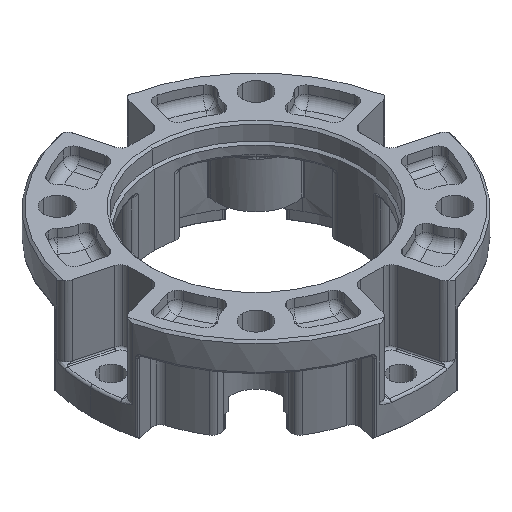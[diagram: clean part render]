
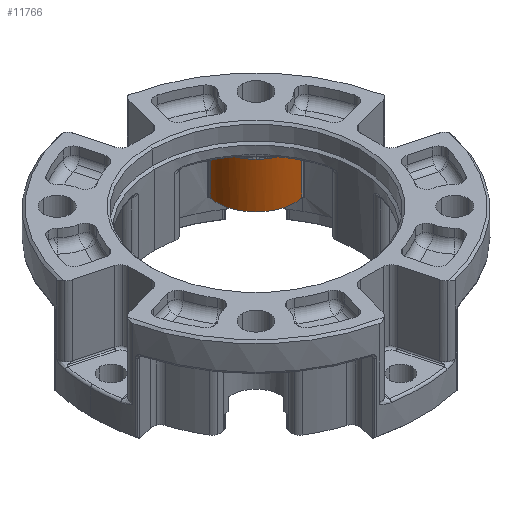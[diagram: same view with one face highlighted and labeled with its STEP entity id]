
A CAD part, isometric view. The second image highlights one B-rep face of the part: STEP entity #11766.
In plain terms, the highlighted cylindrical face has radius 9.5 mm (diameter 19 mm), a partial arc.
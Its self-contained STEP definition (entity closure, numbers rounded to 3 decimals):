
#360=(
BOUNDED_CURVE()
B_SPLINE_CURVE(3,(#19738,#19739,#19740,#19741,#19742,#19743),
 .UNSPECIFIED.,.F.,.U.)
B_SPLINE_CURVE_WITH_KNOTS((4,1,1,4),(0.,0.167,0.333,0.5),
 .UNSPECIFIED.)
CURVE()
GEOMETRIC_REPRESENTATION_ITEM()
RATIONAL_B_SPLINE_CURVE((1.,0.998,0.995,0.992,
0.991,0.991))
REPRESENTATION_ITEM('')
);
#361=(
BOUNDED_CURVE()
B_SPLINE_CURVE(3,(#19745,#19746,#19747,#19748,#19749,#19750),
 .UNSPECIFIED.,.F.,.U.)
B_SPLINE_CURVE_WITH_KNOTS((4,1,1,4),(0.5,0.667,0.833,1.),
 .UNSPECIFIED.)
CURVE()
GEOMETRIC_REPRESENTATION_ITEM()
RATIONAL_B_SPLINE_CURVE((0.991,0.991,0.992,
0.995,0.998,1.))
REPRESENTATION_ITEM('')
);
#390=(
BOUNDED_CURVE()
B_SPLINE_CURVE(3,(#20349,#20350,#20351,#20352,#20353,#20354),
 .UNSPECIFIED.,.F.,.U.)
B_SPLINE_CURVE_WITH_KNOTS((4,1,1,4),(0.5,0.667,
0.833,1.),.UNSPECIFIED.)
CURVE()
GEOMETRIC_REPRESENTATION_ITEM()
RATIONAL_B_SPLINE_CURVE((0.991,0.991,0.992,
0.995,0.998,1.))
REPRESENTATION_ITEM('')
);
#391=(
BOUNDED_CURVE()
B_SPLINE_CURVE(3,(#20356,#20357,#20358,#20359,#20360,#20361),
 .UNSPECIFIED.,.F.,.U.)
B_SPLINE_CURVE_WITH_KNOTS((4,1,1,4),(0.,0.167,0.333,0.5),
 .UNSPECIFIED.)
CURVE()
GEOMETRIC_REPRESENTATION_ITEM()
RATIONAL_B_SPLINE_CURVE((1.,0.998,0.995,0.992,
0.991,0.991))
REPRESENTATION_ITEM('')
);
#860=CIRCLE('',#12345,9.5);
#1476=CIRCLE('',#13147,9.5);
#1480=CIRCLE('',#13154,9.5);
#1514=CIRCLE('',#13204,9.5);
#2084=VERTEX_POINT('',#18018);
#2086=VERTEX_POINT('',#18021);
#2093=VERTEX_POINT('',#18056);
#2094=VERTEX_POINT('',#18058);
#2523=VERTEX_POINT('',#19737);
#2524=VERTEX_POINT('',#19744);
#2525=VERTEX_POINT('',#19751);
#2548=VERTEX_POINT('',#20355);
#2834=VERTEX_POINT('',#28366);
#2837=VERTEX_POINT('',#28387);
#3097=VECTOR('',#14365,1.);
#3376=VECTOR('',#16179,1.);
#3637=LINE('',#18057,#3097);
#3916=LINE('',#28386,#3376);
#4429=EDGE_CURVE('',#2084,#2086,#860,.T.);
#4437=EDGE_CURVE('',#2093,#2094,#3637,.T.);
#4923=EDGE_CURVE('',#2523,#2524,#360,.T.);
#4924=EDGE_CURVE('',#2524,#2525,#361,.T.);
#4953=EDGE_CURVE('',#2086,#2548,#390,.F.);
#4954=EDGE_CURVE('',#2548,#2523,#391,.F.);
#5603=EDGE_CURVE('',#2094,#2084,#1476,.T.);
#5607=EDGE_CURVE('',#2525,#2834,#1480,.T.);
#5608=EDGE_CURVE('',#2834,#2837,#3916,.F.);
#5655=EDGE_CURVE('',#2093,#2837,#1514,.T.);
#8708=ORIENTED_EDGE('',*,*,#4437,.F.);
#8709=ORIENTED_EDGE('',*,*,#5655,.T.);
#8710=ORIENTED_EDGE('',*,*,#5608,.F.);
#8711=ORIENTED_EDGE('',*,*,#5607,.F.);
#8712=ORIENTED_EDGE('',*,*,#4924,.F.);
#8713=ORIENTED_EDGE('',*,*,#4923,.F.);
#8714=ORIENTED_EDGE('',*,*,#4954,.F.);
#8715=ORIENTED_EDGE('',*,*,#4953,.F.);
#8716=ORIENTED_EDGE('',*,*,#4429,.F.);
#8717=ORIENTED_EDGE('',*,*,#5603,.F.);
#10298=EDGE_LOOP('',(#8708,#8709,#8710,#8711,#8712,#8713,#8714,#8715,#8716,
#8717));
#11042=FACE_BOUND('',#10298,.T.);
#11766=ADVANCED_FACE('',(#11042),#31027,.T.);
#12345=AXIS2_PLACEMENT_3D('',#18020,#14356,#14357);
#13147=AXIS2_PLACEMENT_3D('',#28378,#16166,#16167);
#13154=AXIS2_PLACEMENT_3D('',#28385,#16177,#16178);
#13204=AXIS2_PLACEMENT_3D('',#29648,#16271,#16272);
#13206=AXIS2_PLACEMENT_3D('',#29650,#16275,#16276);
#14356=DIRECTION('',(0.,0.,1.));
#14357=DIRECTION('',(-2.071,9.272,0.));
#14365=DIRECTION('',(0.,0.,1.));
#16166=DIRECTION('',(0.,0.,1.));
#16167=DIRECTION('',(-2.071,9.272,0.));
#16177=DIRECTION('',(0.,0.,1.));
#16178=DIRECTION('',(-2.071,9.272,0.));
#16179=DIRECTION('',(0.,0.,1.));
#16271=DIRECTION('',(0.,0.,1.));
#16272=DIRECTION('',(-2.071,9.272,0.));
#16275=DIRECTION('',(0.,0.,1.));
#16276=DIRECTION('',(-2.071,9.272,0.));
#18018=CARTESIAN_POINT('',(14.542,24.042,17.));
#18020=CARTESIAN_POINT('',(24.042,24.042,17.));
#18021=CARTESIAN_POINT('',(15.304,20.312,17.));
#18056=CARTESIAN_POINT('',(14.699,25.763,6.));
#18057=CARTESIAN_POINT('',(14.699,25.763,0.));
#18058=CARTESIAN_POINT('',(14.699,25.763,17.));
#19737=CARTESIAN_POINT('',(17.324,17.324,17.));
#19738=CARTESIAN_POINT('',(17.324,17.324,17.));
#19739=CARTESIAN_POINT('',(17.466,17.182,17.));
#19740=CARTESIAN_POINT('',(17.76,16.907,17.));
#19741=CARTESIAN_POINT('',(18.226,16.521,17.));
#19742=CARTESIAN_POINT('',(18.554,16.284,17.));
#19743=CARTESIAN_POINT('',(18.721,16.171,17.));
#19744=CARTESIAN_POINT('',(18.721,16.171,17.));
#19745=CARTESIAN_POINT('',(18.721,16.171,17.));
#19746=CARTESIAN_POINT('',(18.889,16.058,17.));
#19747=CARTESIAN_POINT('',(19.231,15.842,17.));
#19748=CARTESIAN_POINT('',(19.762,15.553,17.));
#19749=CARTESIAN_POINT('',(20.127,15.383,17.));
#19750=CARTESIAN_POINT('',(20.312,15.304,17.));
#19751=CARTESIAN_POINT('',(20.312,15.304,17.));
#20349=CARTESIAN_POINT('',(16.171,18.721,17.));
#20350=CARTESIAN_POINT('',(16.058,18.889,17.));
#20351=CARTESIAN_POINT('',(15.842,19.231,17.));
#20352=CARTESIAN_POINT('',(15.553,19.762,17.));
#20353=CARTESIAN_POINT('',(15.383,20.127,17.));
#20354=CARTESIAN_POINT('',(15.304,20.312,17.));
#20355=CARTESIAN_POINT('',(16.171,18.721,17.));
#20356=CARTESIAN_POINT('',(17.324,17.324,17.));
#20357=CARTESIAN_POINT('',(17.182,17.466,17.));
#20358=CARTESIAN_POINT('',(16.907,17.76,17.));
#20359=CARTESIAN_POINT('',(16.521,18.226,17.));
#20360=CARTESIAN_POINT('',(16.284,18.554,17.));
#20361=CARTESIAN_POINT('',(16.171,18.721,17.));
#28366=CARTESIAN_POINT('',(25.763,14.699,17.));
#28378=CARTESIAN_POINT('',(24.042,24.042,17.));
#28385=CARTESIAN_POINT('',(24.042,24.042,17.));
#28386=CARTESIAN_POINT('',(25.763,14.699,0.));
#28387=CARTESIAN_POINT('',(25.763,14.699,6.));
#29648=CARTESIAN_POINT('',(24.042,24.042,6.));
#29650=CARTESIAN_POINT('',(24.042,24.042,0.));
#31027=CYLINDRICAL_SURFACE('',#13206,9.5);
